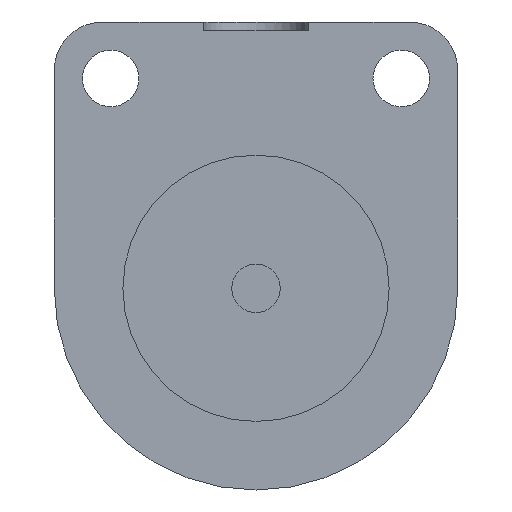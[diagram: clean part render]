
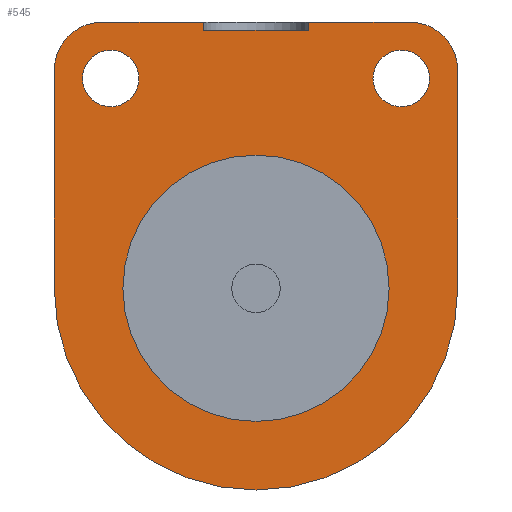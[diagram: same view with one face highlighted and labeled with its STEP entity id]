
A CAD part, front view. The second image highlights one B-rep face of the part: STEP entity #545.
In plain terms, the highlighted face is planar.
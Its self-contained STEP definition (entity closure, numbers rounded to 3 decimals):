
#47=LINE('',#874,#79);
#48=LINE('',#879,#80);
#49=LINE('',#883,#81);
#50=LINE('',#885,#82);
#51=LINE('',#887,#83);
#52=LINE('',#889,#84);
#53=LINE('',#891,#85);
#79=VECTOR('',#692,1000.);
#80=VECTOR('',#695,1000.);
#81=VECTOR('',#698,1000.);
#82=VECTOR('',#699,1000.);
#83=VECTOR('',#700,1000.);
#84=VECTOR('',#701,1000.);
#85=VECTOR('',#702,1000.);
#111=ORIENTED_EDGE('',*,*,#243,.F.);
#112=ORIENTED_EDGE('',*,*,#244,.F.);
#113=ORIENTED_EDGE('',*,*,#245,.T.);
#114=ORIENTED_EDGE('',*,*,#246,.F.);
#115=ORIENTED_EDGE('',*,*,#247,.F.);
#116=ORIENTED_EDGE('',*,*,#248,.F.);
#117=ORIENTED_EDGE('',*,*,#249,.F.);
#118=ORIENTED_EDGE('',*,*,#250,.T.);
#119=ORIENTED_EDGE('',*,*,#251,.F.);
#120=ORIENTED_EDGE('',*,*,#252,.F.);
#121=ORIENTED_EDGE('',*,*,#253,.F.);
#122=ORIENTED_EDGE('',*,*,#254,.T.);
#123=ORIENTED_EDGE('',*,*,#255,.T.);
#243=EDGE_CURVE('',#309,#309,#361,.T.);
#244=EDGE_CURVE('',#310,#311,#47,.T.);
#245=EDGE_CURVE('',#310,#312,#362,.T.);
#246=EDGE_CURVE('',#313,#312,#48,.T.);
#247=EDGE_CURVE('',#314,#313,#363,.T.);
#248=EDGE_CURVE('',#315,#314,#49,.T.);
#249=EDGE_CURVE('',#316,#315,#50,.T.);
#250=EDGE_CURVE('',#316,#317,#51,.T.);
#251=EDGE_CURVE('',#318,#317,#52,.T.);
#252=EDGE_CURVE('',#319,#318,#53,.T.);
#253=EDGE_CURVE('',#311,#319,#364,.T.);
#254=EDGE_CURVE('',#320,#320,#365,.T.);
#255=EDGE_CURVE('',#321,#321,#366,.T.);
#309=VERTEX_POINT('',#873);
#310=VERTEX_POINT('',#875);
#311=VERTEX_POINT('',#876);
#312=VERTEX_POINT('',#878);
#313=VERTEX_POINT('',#880);
#314=VERTEX_POINT('',#882);
#315=VERTEX_POINT('',#884);
#316=VERTEX_POINT('',#886);
#317=VERTEX_POINT('',#888);
#318=VERTEX_POINT('',#890);
#319=VERTEX_POINT('',#892);
#320=VERTEX_POINT('',#895);
#321=VERTEX_POINT('',#897);
#361=CIRCLE('',#612,8.25);
#362=CIRCLE('',#613,12.5);
#363=CIRCLE('',#614,3.);
#364=CIRCLE('',#615,3.);
#365=CIRCLE('',#616,1.75);
#366=CIRCLE('',#617,1.75);
#395=EDGE_LOOP('',(#111));
#396=EDGE_LOOP('',(#112,#113,#114,#115,#116,#117,#118,#119,#120,#121));
#397=EDGE_LOOP('',(#122));
#398=EDGE_LOOP('',(#123));
#459=FACE_BOUND('',#395,.T.);
#460=FACE_BOUND('',#396,.T.);
#461=FACE_BOUND('',#397,.T.);
#462=FACE_BOUND('',#398,.T.);
#523=PLANE('',#611);
#545=ADVANCED_FACE('',(#459,#460,#461,#462),#523,.F.);
#611=AXIS2_PLACEMENT_3D('',#871,#688,#689);
#612=AXIS2_PLACEMENT_3D('',#872,#690,#691);
#613=AXIS2_PLACEMENT_3D('',#877,#693,#694);
#614=AXIS2_PLACEMENT_3D('',#881,#696,#697);
#615=AXIS2_PLACEMENT_3D('',#893,#703,#704);
#616=AXIS2_PLACEMENT_3D('',#894,#705,#706);
#617=AXIS2_PLACEMENT_3D('',#896,#707,#708);
#688=DIRECTION('',(0.,0.,1.));
#689=DIRECTION('',(1.,0.,0.));
#690=DIRECTION('',(0.,0.,-1.));
#691=DIRECTION('',(-1.,0.,0.));
#692=DIRECTION('',(0.,-1.,0.));
#693=DIRECTION('',(0.,0.,-1.));
#694=DIRECTION('',(-1.,0.,0.));
#695=DIRECTION('',(0.,1.,0.));
#696=DIRECTION('',(0.,0.,1.));
#697=DIRECTION('',(1.,0.,0.));
#698=DIRECTION('',(1.,0.,0.));
#699=DIRECTION('',(0.,-1.,0.));
#700=DIRECTION('',(-1.,0.,0.));
#701=DIRECTION('',(0.,1.,0.));
#702=DIRECTION('',(1.,0.,0.));
#703=DIRECTION('',(0.,0.,1.));
#704=DIRECTION('',(1.,0.,0.));
#705=DIRECTION('',(0.,0.,1.));
#706=DIRECTION('',(1.,0.,0.));
#707=DIRECTION('',(0.,0.,1.));
#708=DIRECTION('',(1.,0.,0.));
#871=CARTESIAN_POINT('',(0.,29.,0.));
#872=CARTESIAN_POINT('',(0.,16.5,0.));
#873=CARTESIAN_POINT('',(-8.25,16.5,0.));
#874=CARTESIAN_POINT('',(-12.5,16.5,0.));
#875=CARTESIAN_POINT('',(-12.5,16.5,0.));
#876=CARTESIAN_POINT('',(-12.5,3.,0.));
#877=CARTESIAN_POINT('',(0.,16.5,0.));
#878=CARTESIAN_POINT('',(12.5,16.5,0.));
#879=CARTESIAN_POINT('',(12.5,3.,0.));
#880=CARTESIAN_POINT('',(12.5,3.,0.));
#881=CARTESIAN_POINT('',(9.5,3.,0.));
#882=CARTESIAN_POINT('',(9.5,0.,0.));
#883=CARTESIAN_POINT('',(-9.5,0.,0.));
#884=CARTESIAN_POINT('',(3.25,0.,0.));
#885=CARTESIAN_POINT('',(3.25,29.,0.));
#886=CARTESIAN_POINT('',(3.25,0.5,0.));
#887=CARTESIAN_POINT('',(0.,0.5,0.));
#888=CARTESIAN_POINT('',(-3.25,0.5,0.));
#889=CARTESIAN_POINT('',(-3.25,29.,0.));
#890=CARTESIAN_POINT('',(-3.25,0.,0.));
#891=CARTESIAN_POINT('',(-9.5,0.,0.));
#892=CARTESIAN_POINT('',(-9.5,0.,0.));
#893=CARTESIAN_POINT('',(-9.5,3.,0.));
#894=CARTESIAN_POINT('',(-9.,3.5,0.));
#895=CARTESIAN_POINT('',(-7.25,3.5,0.));
#896=CARTESIAN_POINT('',(9.,3.5,0.));
#897=CARTESIAN_POINT('',(10.75,3.5,0.));
